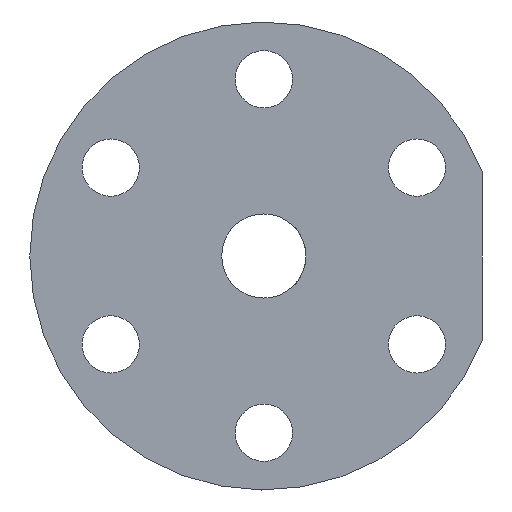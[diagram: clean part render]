
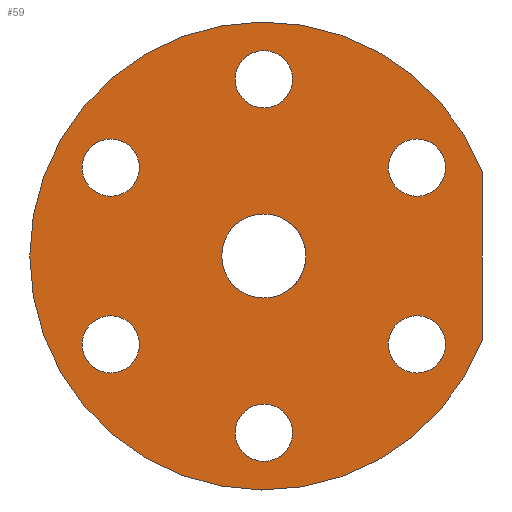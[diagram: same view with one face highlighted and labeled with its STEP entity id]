
A CAD part, front view. The second image highlights one B-rep face of the part: STEP entity #59.
In plain terms, the highlighted planar face has unit normal (0, -1, 0).
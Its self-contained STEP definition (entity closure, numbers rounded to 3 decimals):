
#21 = EDGE_CURVE('',#22,#24,#26,.T.);
#22 = VERTEX_POINT('',#23);
#23 = CARTESIAN_POINT('',(12.97,1.25,5.));
#24 = VERTEX_POINT('',#25);
#25 = CARTESIAN_POINT('',(12.97,1.25,-5.));
#26 = CIRCLE('',#27,13.9);
#27 = AXIS2_PLACEMENT_3D('',#28,#29,#30);
#28 = CARTESIAN_POINT('',(0.,1.25,0.));
#29 = DIRECTION('',(0.,-1.,0.));
#30 = DIRECTION('',(1.,0.,0.));
#59 = ADVANCED_FACE('',(#60,#69,#80,#91,#102,#113,#124,#135),#146,.F.);
#60 = FACE_BOUND('',#61,.F.);
#61 = EDGE_LOOP('',(#62,#63));
#62 = ORIENTED_EDGE('',*,*,#21,.F.);
#63 = ORIENTED_EDGE('',*,*,#64,.T.);
#64 = EDGE_CURVE('',#22,#24,#65,.T.);
#65 = LINE('',#66,#67);
#66 = CARTESIAN_POINT('',(12.97,1.25,5.));
#67 = VECTOR('',#68,1.);
#68 = DIRECTION('',(0.,0.,-1.));
#69 = FACE_BOUND('',#70,.F.);
#70 = EDGE_LOOP('',(#71));
#71 = ORIENTED_EDGE('',*,*,#72,.T.);
#72 = EDGE_CURVE('',#73,#73,#75,.T.);
#73 = VERTEX_POINT('',#74);
#74 = CARTESIAN_POINT('',(-8.243,1.25,-6.722));
#75 = CIRCLE('',#76,1.7);
#76 = AXIS2_PLACEMENT_3D('',#77,#78,#79);
#77 = CARTESIAN_POINT('',(-9.093,1.25,-5.25));
#78 = DIRECTION('',(0.,-1.,0.));
#79 = DIRECTION('',(0.5,0.,-0.866));
#80 = FACE_BOUND('',#81,.F.);
#81 = EDGE_LOOP('',(#82));
#82 = ORIENTED_EDGE('',*,*,#83,.T.);
#83 = EDGE_CURVE('',#84,#84,#86,.T.);
#84 = VERTEX_POINT('',#85);
#85 = CARTESIAN_POINT('',(-9.943,1.25,3.778));
#86 = CIRCLE('',#87,1.7);
#87 = AXIS2_PLACEMENT_3D('',#88,#89,#90);
#88 = CARTESIAN_POINT('',(-9.093,1.25,5.25));
#89 = DIRECTION('',(0.,-1.,0.));
#90 = DIRECTION('',(-0.5,0.,-0.866));
#91 = FACE_BOUND('',#92,.F.);
#92 = EDGE_LOOP('',(#93));
#93 = ORIENTED_EDGE('',*,*,#94,.T.);
#94 = EDGE_CURVE('',#95,#95,#97,.T.);
#95 = VERTEX_POINT('',#96);
#96 = CARTESIAN_POINT('',(1.7,1.25,-10.5));
#97 = CIRCLE('',#98,1.7);
#98 = AXIS2_PLACEMENT_3D('',#99,#100,#101);
#99 = CARTESIAN_POINT('',(0.,1.25,-10.5));
#100 = DIRECTION('',(0.,-1.,0.));
#101 = DIRECTION('',(1.,0.,0.));
#102 = FACE_BOUND('',#103,.F.);
#103 = EDGE_LOOP('',(#104));
#104 = ORIENTED_EDGE('',*,*,#105,.T.);
#105 = EDGE_CURVE('',#106,#106,#108,.T.);
#106 = VERTEX_POINT('',#107);
#107 = CARTESIAN_POINT('',(9.943,1.25,-3.778));
#108 = CIRCLE('',#109,1.7);
#109 = AXIS2_PLACEMENT_3D('',#110,#111,#112);
#110 = CARTESIAN_POINT('',(9.093,1.25,-5.25));
#111 = DIRECTION('',(0.,-1.,0.));
#112 = DIRECTION('',(0.5,0.,0.866));
#113 = FACE_BOUND('',#114,.F.);
#114 = EDGE_LOOP('',(#115));
#115 = ORIENTED_EDGE('',*,*,#116,.T.);
#116 = EDGE_CURVE('',#117,#117,#119,.T.);
#117 = VERTEX_POINT('',#118);
#118 = CARTESIAN_POINT('',(2.5,1.25,0.));
#119 = CIRCLE('',#120,2.5);
#120 = AXIS2_PLACEMENT_3D('',#121,#122,#123);
#121 = CARTESIAN_POINT('',(0.,1.25,0.));
#122 = DIRECTION('',(0.,-1.,0.));
#123 = DIRECTION('',(1.,0.,0.));
#124 = FACE_BOUND('',#125,.F.);
#125 = EDGE_LOOP('',(#126));
#126 = ORIENTED_EDGE('',*,*,#127,.T.);
#127 = EDGE_CURVE('',#128,#128,#130,.T.);
#128 = VERTEX_POINT('',#129);
#129 = CARTESIAN_POINT('',(-1.7,1.25,10.5));
#130 = CIRCLE('',#131,1.7);
#131 = AXIS2_PLACEMENT_3D('',#132,#133,#134);
#132 = CARTESIAN_POINT('',(0.,1.25,10.5));
#133 = DIRECTION('',(0.,-1.,0.));
#134 = DIRECTION('',(-1.,0.,0.));
#135 = FACE_BOUND('',#136,.F.);
#136 = EDGE_LOOP('',(#137));
#137 = ORIENTED_EDGE('',*,*,#138,.T.);
#138 = EDGE_CURVE('',#139,#139,#141,.T.);
#139 = VERTEX_POINT('',#140);
#140 = CARTESIAN_POINT('',(8.243,1.25,6.722));
#141 = CIRCLE('',#142,1.7);
#142 = AXIS2_PLACEMENT_3D('',#143,#144,#145);
#143 = CARTESIAN_POINT('',(9.093,1.25,5.25));
#144 = DIRECTION('',(0.,-1.,0.));
#145 = DIRECTION('',(-0.5,0.,0.866));
#146 = PLANE('',#147);
#147 = AXIS2_PLACEMENT_3D('',#148,#149,#150);
#148 = CARTESIAN_POINT('',(0.,1.25,0.));
#149 = DIRECTION('',(0.,1.,0.));
#150 = DIRECTION('',(0.,0.,1.));
